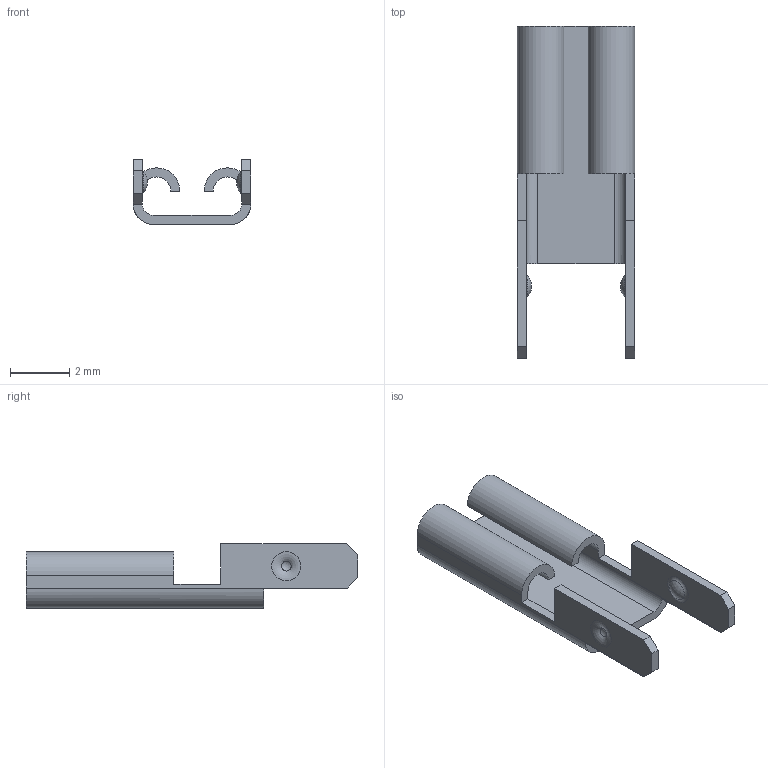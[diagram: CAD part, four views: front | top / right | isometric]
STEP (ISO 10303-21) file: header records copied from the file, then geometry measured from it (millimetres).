
FILE_DESCRIPTION (( 'STEP AP214' ), '1' );
FILE_NAME ('3544.STEP', '2020-04-27T20:08:41', ( '' ), ( '' ), 'SwSTEP 2.0', 'SolidWorks 2013', '' );
FILE_SCHEMA (( 'AUTOMOTIVE_DESIGN' ));
Length unit declared in the file: inch
Products named in the file (1): 3544
Bounding box: 3.96 x 11.18 x 2.18 mm (x, y, z)
Volume: 22 mm3; surface area: 161.4 mm2
Topology: 1 solids, 1 shells, 60 faces, 147 edges, 94 vertices
Faces by surface type: plane 44, cylinder 8, sphere 4, torus 4
Entity records: 1759 total; most frequent: CARTESIAN_POINT 310, ORIENTED_EDGE 286, DIRECTION 285, EDGE_CURVE 143, LINE 115, VECTOR 115, VERTEX_POINT 94, AXIS2_PLACEMENT_3D 85
